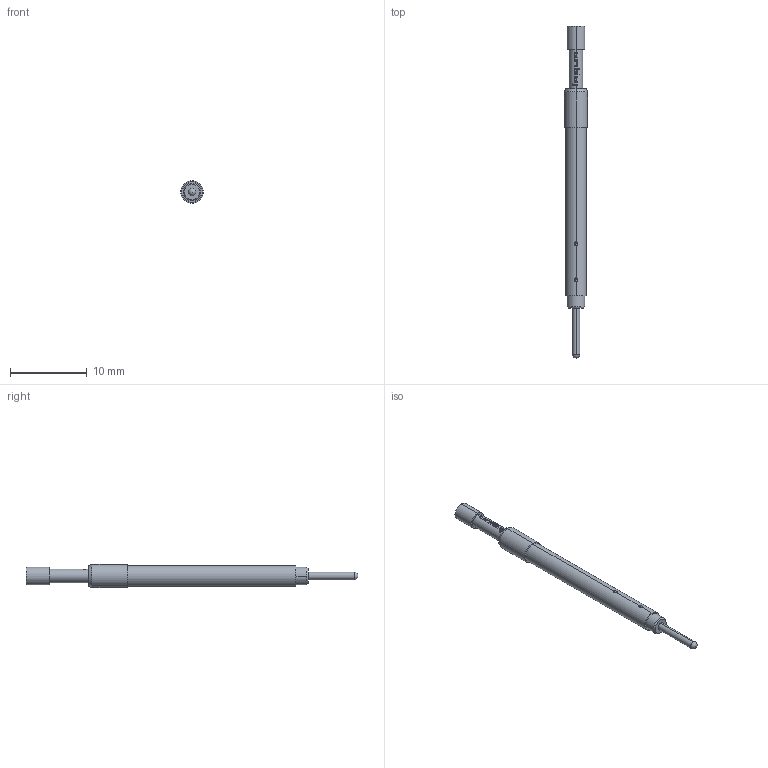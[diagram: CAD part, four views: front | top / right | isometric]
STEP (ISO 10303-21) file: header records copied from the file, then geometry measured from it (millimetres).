
FILE_DESCRIPTION (( 'STEP AP203' ), '1' );
FILE_NAME ('INGUN_SKS-415_303_230_A_xx05_E.STEP', '2022-02-18T08:43:23', ( 'ochi' ), ( '' ), 'SwSTEP 2.0', 'SolidWorks 2018', '' );
FILE_SCHEMA (( 'CONFIG_CONTROL_DESIGN' ));
Length unit declared in the file: millimetre
Products named in the file (1): INGUN_SKS-415_303_230_A_xx05_E
Bounding box: 3 x 43.3 x 3 mm (x, y, z)
Volume: 191.9 mm3; surface area: 329.8 mm2
Topology: 1 solids, 1 shells, 108 faces, 300 edges, 197 vertices
Faces by surface type: plane 49, bspline 30, cylinder 22, cone 6, sphere 1
Entity records: 4422 total; most frequent: CARTESIAN_POINT 1829, ORIENTED_EDGE 590, DIRECTION 437, EDGE_CURVE 295, VERTEX_POINT 195, AXIS2_PLACEMENT_3D 173, EDGE_LOOP 114, B_SPLINE_CURVE_WITH_KNOTS 110
